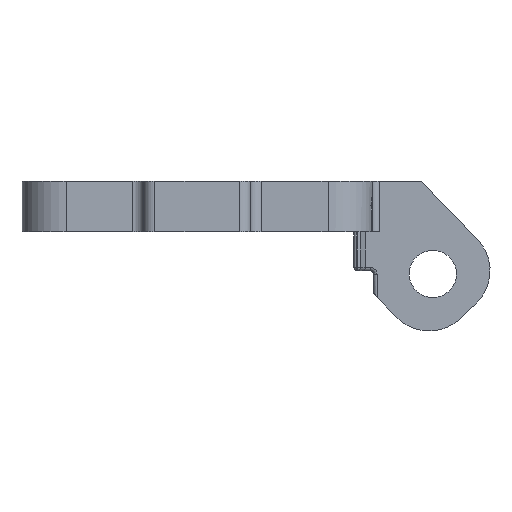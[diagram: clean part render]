
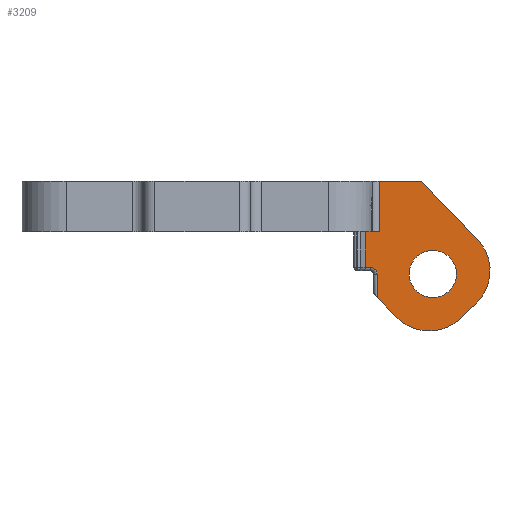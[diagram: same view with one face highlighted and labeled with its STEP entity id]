
A CAD part, left-side view. The second image highlights one B-rep face of the part: STEP entity #3209.
In plain terms, the highlighted planar face has unit normal (-1, 0, 0).
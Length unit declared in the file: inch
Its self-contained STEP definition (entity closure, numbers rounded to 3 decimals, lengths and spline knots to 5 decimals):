
#77 = EDGE_CURVE ( 'NONE', #205, #508, #5745, .T. ) ;
#147 = CARTESIAN_POINT ( 'NONE',  ( -0.165, -3.17081, 3.04283 ) ) ;
#194 = VERTEX_POINT ( 'NONE', #3719 ) ;
#205 = VERTEX_POINT ( 'NONE', #2508 ) ;
#234 = EDGE_CURVE ( 'NONE', #1746, #4330, #5691, .T. ) ;
#240 = VECTOR ( 'NONE', #2122, 39.37008 ) ;
#269 = EDGE_CURVE ( 'NONE', #1515, #1107, #4552, .T. ) ;
#320 = ORIENTED_EDGE ( 'NONE', *, *, #4476, .F. ) ;
#399 = LINE ( 'NONE', #2880, #5300 ) ;
#420 = DIRECTION ( 'NONE',  ( -1., 0., 0. ) ) ;
#433 = CARTESIAN_POINT ( 'NONE',  ( -0.165, -0.43203, 6.12789 ) ) ;
#492 = EDGE_CURVE ( 'NONE', #194, #508, #2705, .T. ) ;
#508 = VERTEX_POINT ( 'NONE', #1355 ) ;
#510 = CARTESIAN_POINT ( 'NONE',  ( -0.165, -0.33456, 6.28689 ) ) ;
#631 = LINE ( 'NONE', #147, #3120 ) ;
#647 = VERTEX_POINT ( 'NONE', #3405 ) ;
#752 = AXIS2_PLACEMENT_3D ( 'NONE', #5448, #6467, #1435 ) ;
#994 = DIRECTION ( 'NONE',  ( 0., 0., 1. ) ) ;
#1020 = CARTESIAN_POINT ( 'NONE',  ( -0.165, -0.09361, 6.31006 ) ) ;
#1034 = CARTESIAN_POINT ( 'NONE',  ( -0.165, -0.33456, 6.20258 ) ) ;
#1064 = CARTESIAN_POINT ( 'NONE',  ( -0.165, -0.11161, 6.31006 ) ) ;
#1107 = VERTEX_POINT ( 'NONE', #2036 ) ;
#1154 = EDGE_LOOP ( 'NONE', ( #3936, #3044, #4128, #3475, #2688, #4845, #6308, #320, #4808, #4298, #5490, #3119 ) ) ;
#1167 = CARTESIAN_POINT ( 'NONE',  ( -0.165, 0., 6.61806 ) ) ;
#1355 = CARTESIAN_POINT ( 'NONE',  ( -0.165, -0.14361, 6.43806 ) ) ;
#1359 = CARTESIAN_POINT ( 'NONE',  ( -0.165, -0.32125, 6.24333 ) ) ;
#1386 = VERTEX_POINT ( 'NONE', #433 ) ;
#1435 = DIRECTION ( 'NONE',  ( 0., 0., 1. ) ) ;
#1515 = VERTEX_POINT ( 'NONE', #4587 ) ;
#1529 = CARTESIAN_POINT ( 'NONE',  ( -0.165, -0.11161, 6.28606 ) ) ;
#1564 = CARTESIAN_POINT ( 'NONE',  ( -0.165, -0.33456, 6.28689 ) ) ;
#1616 = EDGE_CURVE ( 'NONE', #4161, #1107, #3603, .T. ) ;
#1643 = DIRECTION ( 'NONE',  ( 0., 0.692, 0.722 ) ) ;
#1681 = CARTESIAN_POINT ( 'NONE',  ( -0.165, -0.13561, 6.20569 ) ) ;
#1746 = VERTEX_POINT ( 'NONE', #1034 ) ;
#1782 = CARTESIAN_POINT ( 'NONE',  ( -0.165, -0.14361, 0. ) ) ;
#1784 = DIRECTION ( 'NONE',  ( 0., 0., -1. ) ) ;
#1814 = DIRECTION ( 'NONE',  ( 0., 0., -1. ) ) ;
#1882 = ORIENTED_EDGE ( 'NONE', *, *, #3527, .F. ) ;
#1883 = DIRECTION ( 'NONE',  ( 0., 0., 1. ) ) ;
#2036 = CARTESIAN_POINT ( 'NONE',  ( -0.165, -0.49407, 6.40918 ) ) ;
#2093 = DIRECTION ( 'NONE',  ( 0., -0.692, -0.722 ) ) ;
#2122 = DIRECTION ( 'NONE',  ( 0., -1., 0. ) ) ;
#2221 = DIRECTION ( 'NONE',  ( 0., -1., 0. ) ) ;
#2361 = ORIENTED_EDGE ( 'NONE', *, *, #234, .F. ) ;
#2477 = AXIS2_PLACEMENT_3D ( 'NONE', #1564, #5908, #6462 ) ;
#2508 = CARTESIAN_POINT ( 'NONE',  ( -0.165, -0.09361, 6.43806 ) ) ;
#2514 = FACE_BOUND ( 'NONE', #5438, .T. ) ;
#2625 = EDGE_CURVE ( 'NONE', #5138, #5124, #631, .T. ) ;
#2680 = CARTESIAN_POINT ( 'NONE',  ( -0.165, 0., 6.31006 ) ) ;
#2688 = ORIENTED_EDGE ( 'NONE', *, *, #5863, .F. ) ;
#2705 = LINE ( 'NONE', #1782, #5885 ) ;
#2775 = DIRECTION ( 'NONE',  ( 0., 0.722, -0.692 ) ) ;
#2807 = DIRECTION ( 'NONE',  ( 0., 0., 1. ) ) ;
#2880 = CARTESIAN_POINT ( 'NONE',  ( -0.165, -0.13561, 6.21799 ) ) ;
#2934 = FACE_OUTER_BOUND ( 'NONE', #1154, .T. ) ;
#3044 = ORIENTED_EDGE ( 'NONE', *, *, #4182, .T. ) ;
#3107 = CIRCLE ( 'NONE', #4462, 0.024 ) ;
#3119 = ORIENTED_EDGE ( 'NONE', *, *, #4381, .T. ) ;
#3120 = VECTOR ( 'NONE', #1643, 39.37008 ) ;
#3123 = CARTESIAN_POINT ( 'NONE',  ( -0.165, -0.2058, 6.13255 ) ) ;
#3209 = ADVANCED_FACE ( 'NONE', ( #2934, #2514 ), #4927, .T. ) ;
#3264 = CIRCLE ( 'NONE', #5768, 0.16 ) ;
#3326 = VECTOR ( 'NONE', #4799, 39.37008 ) ;
#3405 = CARTESIAN_POINT ( 'NONE',  ( -0.165, -0.13561, 6.28606 ) ) ;
#3408 = VERTEX_POINT ( 'NONE', #1064 ) ;
#3475 = ORIENTED_EDGE ( 'NONE', *, *, #5892, .T. ) ;
#3498 = EDGE_CURVE ( 'NONE', #647, #3408, #3107, .T. ) ;
#3527 = EDGE_CURVE ( 'NONE', #4330, #1746, #4669, .T. ) ;
#3603 = LINE ( 'NONE', #6085, #4689 ) ;
#3719 = CARTESIAN_POINT ( 'NONE',  ( -0.165, -0.14361, 6.61806 ) ) ;
#3727 = VECTOR ( 'NONE', #2775, 39.37008 ) ;
#3747 = DIRECTION ( 'NONE',  ( -1., 0., 0. ) ) ;
#3857 = VERTEX_POINT ( 'NONE', #1020 ) ;
#3925 = AXIS2_PLACEMENT_3D ( 'NONE', #510, #3950, #5965 ) ;
#3936 = ORIENTED_EDGE ( 'NONE', *, *, #3498, .F. ) ;
#3950 = DIRECTION ( 'NONE',  ( -1., 0., 0. ) ) ;
#4022 = CARTESIAN_POINT ( 'NONE',  ( -0.165, -0.33456, 6.37119 ) ) ;
#4128 = ORIENTED_EDGE ( 'NONE', *, *, #2625, .F. ) ;
#4161 = VERTEX_POINT ( 'NONE', #6282 ) ;
#4182 = EDGE_CURVE ( 'NONE', #647, #5124, #399, .T. ) ;
#4243 = CARTESIAN_POINT ( 'NONE',  ( -0.165, -0.09361, 6.68855 ) ) ;
#4251 = LINE ( 'NONE', #2680, #4417 ) ;
#4298 = ORIENTED_EDGE ( 'NONE', *, *, #77, .F. ) ;
#4330 = VERTEX_POINT ( 'NONE', #4022 ) ;
#4381 = EDGE_CURVE ( 'NONE', #3857, #3408, #4251, .T. ) ;
#4417 = VECTOR ( 'NONE', #2221, 39.37008 ) ;
#4462 = AXIS2_PLACEMENT_3D ( 'NONE', #1529, #420, #994 ) ;
#4476 = EDGE_CURVE ( 'NONE', #194, #4161, #5651, .T. ) ;
#4552 = CIRCLE ( 'NONE', #5071, 0.16 ) ;
#4587 = CARTESIAN_POINT ( 'NONE',  ( -0.165, -0.48941, 6.18295 ) ) ;
#4669 = CIRCLE ( 'NONE', #2477, 0.08431 ) ;
#4689 = VECTOR ( 'NONE', #2093, 39.37008 ) ;
#4799 = DIRECTION ( 'NONE',  ( 0., -1., 0. ) ) ;
#4808 = ORIENTED_EDGE ( 'NONE', *, *, #492, .T. ) ;
#4845 = ORIENTED_EDGE ( 'NONE', *, *, #269, .T. ) ;
#4927 = PLANE ( 'NONE',  #752 ) ;
#5071 = AXIS2_PLACEMENT_3D ( 'NONE', #5997, #5441, #1883 ) ;
#5124 = VERTEX_POINT ( 'NONE', #1681 ) ;
#5138 = VERTEX_POINT ( 'NONE', #3123 ) ;
#5300 = VECTOR ( 'NONE', #6314, 39.37008 ) ;
#5348 = CARTESIAN_POINT ( 'NONE',  ( -0.165, 2.85423, 2.97428 ) ) ;
#5353 = CARTESIAN_POINT ( 'NONE',  ( -0.165, 0., 6.43806 ) ) ;
#5374 = LINE ( 'NONE', #4243, #5869 ) ;
#5438 = EDGE_LOOP ( 'NONE', ( #1882, #2361 ) ) ;
#5441 = DIRECTION ( 'NONE',  ( -1., 0., 0. ) ) ;
#5448 = CARTESIAN_POINT ( 'NONE',  ( -0.165, 0., 0. ) ) ;
#5490 = ORIENTED_EDGE ( 'NONE', *, *, #5958, .T. ) ;
#5651 = LINE ( 'NONE', #1167, #240 ) ;
#5691 = CIRCLE ( 'NONE', #3925, 0.08431 ) ;
#5745 = LINE ( 'NONE', #5353, #3326 ) ;
#5768 = AXIS2_PLACEMENT_3D ( 'NONE', #1359, #3747, #2807 ) ;
#5835 = LINE ( 'NONE', #5348, #3727 ) ;
#5863 = EDGE_CURVE ( 'NONE', #1515, #1386, #5835, .T. ) ;
#5869 = VECTOR ( 'NONE', #1784, 39.37008 ) ;
#5885 = VECTOR ( 'NONE', #1814, 39.37008 ) ;
#5892 = EDGE_CURVE ( 'NONE', #5138, #1386, #3264, .T. ) ;
#5908 = DIRECTION ( 'NONE',  ( -1., 0., 0. ) ) ;
#5958 = EDGE_CURVE ( 'NONE', #205, #3857, #5374, .T. ) ;
#5965 = DIRECTION ( 'NONE',  ( 0., 0., 1. ) ) ;
#5997 = CARTESIAN_POINT ( 'NONE',  ( -0.165, -0.37862, 6.29839 ) ) ;
#6085 = CARTESIAN_POINT ( 'NONE',  ( -0.165, -3.45908, 3.31946 ) ) ;
#6282 = CARTESIAN_POINT ( 'NONE',  ( -0.165, -0.29361, 6.61806 ) ) ;
#6308 = ORIENTED_EDGE ( 'NONE', *, *, #1616, .F. ) ;
#6314 = DIRECTION ( 'NONE',  ( 0., 0., -1. ) ) ;
#6462 = DIRECTION ( 'NONE',  ( 0., 0., 1. ) ) ;
#6467 = DIRECTION ( 'NONE',  ( -1., 0., 0. ) ) ;
